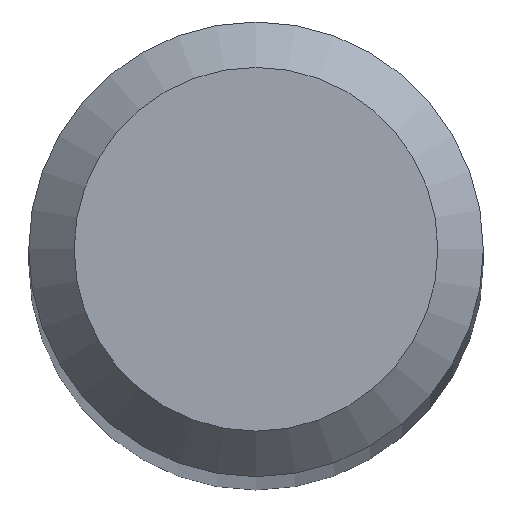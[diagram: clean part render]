
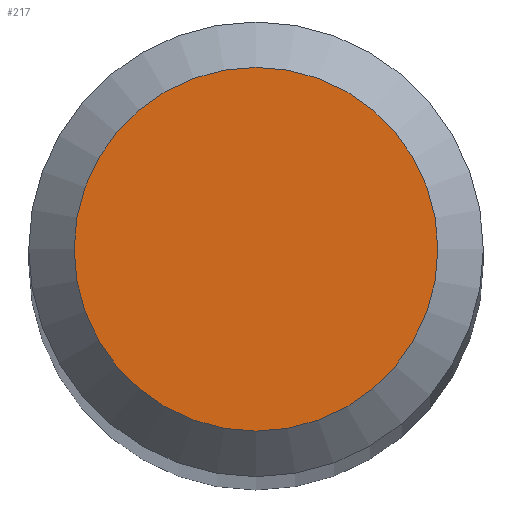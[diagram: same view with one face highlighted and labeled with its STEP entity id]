
A CAD part, top view. The second image highlights one B-rep face of the part: STEP entity #217.
In plain terms, the highlighted planar face has unit normal (0, 0, 1).
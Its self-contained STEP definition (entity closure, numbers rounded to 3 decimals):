
#1 = CARTESIAN_POINT ( 'NONE',  ( 0., 0., 30. ) ) ;
#5 = DIRECTION ( 'NONE',  ( 0., 0., -1. ) ) ;
#12 = ORIENTED_EDGE ( 'NONE', *, *, #35, .F. ) ;
#35 = EDGE_CURVE ( 'NONE', #266, #266, #86, .T. ) ;
#57 = AXIS2_PLACEMENT_3D ( 'NONE', #130, #144, #192 ) ;
#66 = PLANE ( 'NONE',  #269 ) ;
#86 = CIRCLE ( 'NONE', #57, 0.6 ) ;
#93 = CARTESIAN_POINT ( 'NONE',  ( 0., 0.6, 30. ) ) ;
#116 = DIRECTION ( 'NONE',  ( 0., 1., 0. ) ) ;
#130 = CARTESIAN_POINT ( 'NONE',  ( 0., 0., 30. ) ) ;
#133 = FACE_OUTER_BOUND ( 'NONE', #212, .T. ) ;
#144 = DIRECTION ( 'NONE',  ( 0., 0., -1. ) ) ;
#192 = DIRECTION ( 'NONE',  ( 0., 1., 0. ) ) ;
#212 = EDGE_LOOP ( 'NONE', ( #12 ) ) ;
#217 = ADVANCED_FACE ( 'NONE', ( #133 ), #66, .F. ) ;
#266 = VERTEX_POINT ( 'NONE', #93 ) ;
#269 = AXIS2_PLACEMENT_3D ( 'NONE', #1, #5, #116 ) ;
